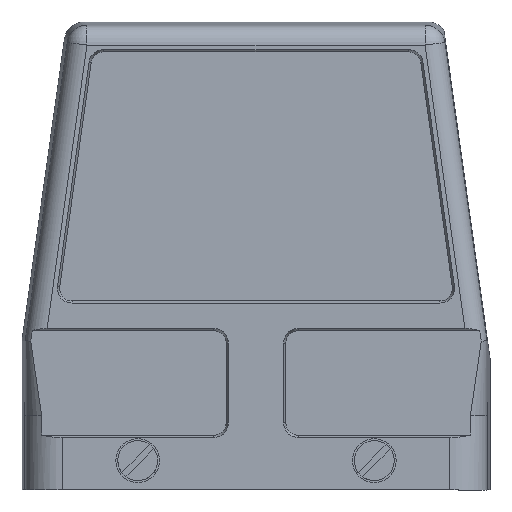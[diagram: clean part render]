
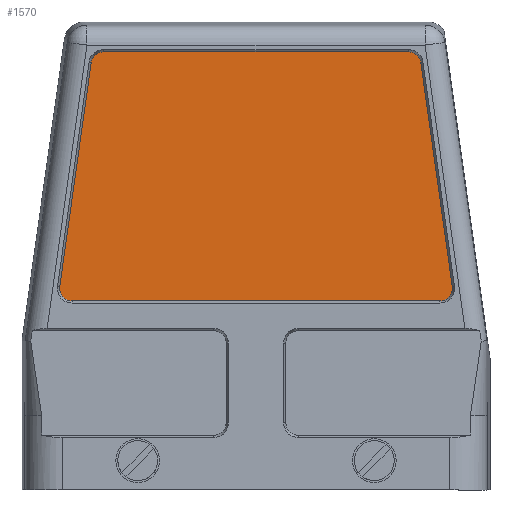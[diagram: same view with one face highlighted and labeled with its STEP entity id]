
A CAD part, front view. The second image highlights one B-rep face of the part: STEP entity #1570.
In plain terms, the highlighted planar face has unit normal (0, -1, 0).
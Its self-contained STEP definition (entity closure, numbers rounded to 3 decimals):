
#1231=FACE_OUTER_BOUND('',#3440,.T.);
#1570=ADVANCED_FACE('',(#1231),#1911,.T.);
#1911=PLANE('',#7323);
#2266=LINE('',#9969,#2819);
#2267=LINE('',#9973,#2820);
#2268=LINE('',#9977,#2821);
#2269=LINE('',#9981,#2822);
#2819=VECTOR('',#8099,1.);
#2820=VECTOR('',#8102,1.);
#2821=VECTOR('',#8105,1.);
#2822=VECTOR('',#8108,1.);
#3440=EDGE_LOOP('',(#4052,#4053,#4054,#4055,#4056,#4057,#4058,#4059));
#4052=ORIENTED_EDGE('',*,*,#6295,.F.);
#4053=ORIENTED_EDGE('',*,*,#6296,.F.);
#4054=ORIENTED_EDGE('',*,*,#6297,.F.);
#4055=ORIENTED_EDGE('',*,*,#6298,.T.);
#4056=ORIENTED_EDGE('',*,*,#6299,.T.);
#4057=ORIENTED_EDGE('',*,*,#6300,.T.);
#4058=ORIENTED_EDGE('',*,*,#6301,.T.);
#4059=ORIENTED_EDGE('',*,*,#6302,.T.);
#5702=VERTEX_POINT('',#9967);
#5703=VERTEX_POINT('',#9968);
#5704=VERTEX_POINT('',#9970);
#5705=VERTEX_POINT('',#9972);
#5706=VERTEX_POINT('',#9974);
#5707=VERTEX_POINT('',#9976);
#5708=VERTEX_POINT('',#9978);
#5709=VERTEX_POINT('',#9980);
#6295=EDGE_CURVE('',#5702,#5703,#6956,.T.);
#6296=EDGE_CURVE('',#5704,#5702,#2266,.T.);
#6297=EDGE_CURVE('',#5705,#5704,#6957,.T.);
#6298=EDGE_CURVE('',#5705,#5706,#2267,.T.);
#6299=EDGE_CURVE('',#5706,#5707,#6958,.T.);
#6300=EDGE_CURVE('',#5707,#5708,#2268,.T.);
#6301=EDGE_CURVE('',#5708,#5709,#6959,.T.);
#6302=EDGE_CURVE('',#5709,#5703,#2269,.T.);
#6956=CIRCLE('',#7319,2.5);
#6957=CIRCLE('',#7320,2.5);
#6958=CIRCLE('',#7321,2.5);
#6959=CIRCLE('',#7322,2.5);
#7319=AXIS2_PLACEMENT_3D('',#9966,#8097,#8098);
#7320=AXIS2_PLACEMENT_3D('',#9971,#8100,#8101);
#7321=AXIS2_PLACEMENT_3D('',#9975,#8103,#8104);
#7322=AXIS2_PLACEMENT_3D('',#9979,#8106,#8107);
#7323=AXIS2_PLACEMENT_3D('',#9982,#8109,#8110);
#8097=DIRECTION('',(0.,1.,0.));
#8098=DIRECTION('',(0.,0.,-1.));
#8099=DIRECTION('',(1.,0.,0.));
#8100=DIRECTION('',(0.,1.,0.));
#8101=DIRECTION('',(0.,0.,-1.));
#8102=DIRECTION('',(-0.139,0.,-0.99));
#8103=DIRECTION('',(0.,-1.,0.));
#8104=DIRECTION('',(0.,0.,-1.));
#8105=DIRECTION('',(1.,0.,0.));
#8106=DIRECTION('',(0.,-1.,0.));
#8107=DIRECTION('',(0.,0.,-1.));
#8108=DIRECTION('',(-0.139,0.,0.99));
#8109=DIRECTION('',(0.,-1.,0.));
#8110=DIRECTION('',(0.,0.,1.));
#9966=CARTESIAN_POINT('',(30.616,-40.,76.35));
#9967=CARTESIAN_POINT('',(30.616,-40.,78.85));
#9968=CARTESIAN_POINT('',(33.092,-40.,76.698));
#9969=CARTESIAN_POINT('',(-30.616,-40.,78.85));
#9970=CARTESIAN_POINT('',(-30.616,-40.,78.85));
#9971=CARTESIAN_POINT('',(-30.616,-40.,76.35));
#9972=CARTESIAN_POINT('',(-33.092,-40.,76.698));
#9973=CARTESIAN_POINT('',(-39.416,-40.,31.698));
#9974=CARTESIAN_POINT('',(-39.416,-40.,31.698));
#9975=CARTESIAN_POINT('',(-36.941,-40.,31.35));
#9976=CARTESIAN_POINT('',(-36.941,-40.,28.85));
#9977=CARTESIAN_POINT('',(36.941,-40.,28.85));
#9978=CARTESIAN_POINT('',(36.941,-40.,28.85));
#9979=CARTESIAN_POINT('',(36.941,-40.,31.35));
#9980=CARTESIAN_POINT('',(39.416,-40.,31.698));
#9981=CARTESIAN_POINT('',(33.092,-40.,76.698));
#9982=CARTESIAN_POINT('',(-30.616,-40.,76.35));
